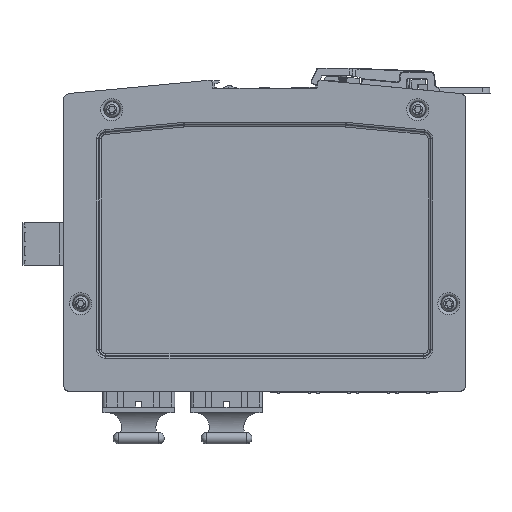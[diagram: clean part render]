
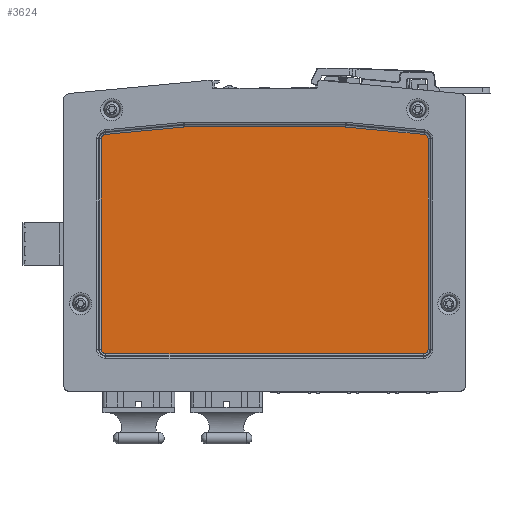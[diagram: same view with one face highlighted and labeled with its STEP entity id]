
A CAD part, top view. The second image highlights one B-rep face of the part: STEP entity #3624.
In plain terms, the highlighted planar face has unit normal (0, 0, 1).
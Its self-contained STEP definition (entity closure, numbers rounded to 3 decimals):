
#3624=ADVANCED_FACE('',(#10256),#7427,.T.);
#7427=PLANE('',#72077);
#10256=FACE_OUTER_BOUND('',#14383,.T.);
#14383=EDGE_LOOP('',(#21268,#21269,#21270,#21271,#21272,#21273,#21274,#21275,
#21276,#21277,#21278,#21279));
#21268=ORIENTED_EDGE('',*,*,#50489,.F.);
#21269=ORIENTED_EDGE('',*,*,#50490,.F.);
#21270=ORIENTED_EDGE('',*,*,#50491,.F.);
#21271=ORIENTED_EDGE('',*,*,#50492,.F.);
#21272=ORIENTED_EDGE('',*,*,#50493,.F.);
#21273=ORIENTED_EDGE('',*,*,#50488,.T.);
#21274=ORIENTED_EDGE('',*,*,#50494,.F.);
#21275=ORIENTED_EDGE('',*,*,#50484,.T.);
#21276=ORIENTED_EDGE('',*,*,#50495,.F.);
#21277=ORIENTED_EDGE('',*,*,#50496,.F.);
#21278=ORIENTED_EDGE('',*,*,#50497,.F.);
#21279=ORIENTED_EDGE('',*,*,#50498,.F.);
#42421=VERTEX_POINT('',#99748);
#42423=VERTEX_POINT('',#99758);
#42425=VERTEX_POINT('',#99769);
#42427=VERTEX_POINT('',#99779);
#42428=VERTEX_POINT('',#99789);
#42429=VERTEX_POINT('',#99790);
#42430=VERTEX_POINT('',#99797);
#42431=VERTEX_POINT('',#99802);
#42432=VERTEX_POINT('',#99809);
#42433=VERTEX_POINT('',#99822);
#42434=VERTEX_POINT('',#99829);
#42435=VERTEX_POINT('',#99834);
#50484=EDGE_CURVE('',#42421,#42423,#61972,.T.);
#50488=EDGE_CURVE('',#42425,#42427,#61976,.T.);
#50489=EDGE_CURVE('',#42428,#42429,#61977,.T.);
#50490=EDGE_CURVE('',#42430,#42428,#61978,.T.);
#50491=EDGE_CURVE('',#42431,#42430,#61979,.T.);
#50492=EDGE_CURVE('',#42432,#42431,#61980,.T.);
#50493=EDGE_CURVE('',#42425,#42432,#61981,.T.);
#50494=EDGE_CURVE('',#42421,#42427,#61982,.T.);
#50495=EDGE_CURVE('',#42433,#42423,#61983,.T.);
#50496=EDGE_CURVE('',#42434,#42433,#61984,.T.);
#50497=EDGE_CURVE('',#42435,#42434,#61985,.T.);
#50498=EDGE_CURVE('',#42429,#42435,#61986,.T.);
#61972=B_SPLINE_CURVE_WITH_KNOTS('',3,(#99759,#99760,#99761,#99762),
 .UNSPECIFIED.,.F.,.F.,(4,4),(0.,1.),.UNSPECIFIED.);
#61976=B_SPLINE_CURVE_WITH_KNOTS('',3,(#99780,#99781,#99782,#99783),
 .UNSPECIFIED.,.F.,.F.,(4,4),(0.,1.),.UNSPECIFIED.);
#61977=B_SPLINE_CURVE_WITH_KNOTS('',3,(#99785,#99786,#99787,#99788),
 .UNSPECIFIED.,.F.,.F.,(4,4),(0.,1.),.UNSPECIFIED.);
#61978=B_SPLINE_CURVE_WITH_KNOTS('',3,(#99791,#99792,#99793,#99794,#99795,
#99796),.UNSPECIFIED.,.F.,.F.,(4,2,4),(0.,0.5,1.),.UNSPECIFIED.);
#61979=B_SPLINE_CURVE_WITH_KNOTS('',3,(#99798,#99799,#99800,#99801),
 .UNSPECIFIED.,.F.,.F.,(4,4),(0.,1.),.UNSPECIFIED.);
#61980=B_SPLINE_CURVE_WITH_KNOTS('',3,(#99803,#99804,#99805,#99806,#99807,
#99808),.UNSPECIFIED.,.F.,.F.,(4,2,4),(0.,0.5,1.),.UNSPECIFIED.);
#61981=B_SPLINE_CURVE_WITH_KNOTS('',3,(#99810,#99811,#99812,#99813),
 .UNSPECIFIED.,.F.,.F.,(4,4),(0.,1.),.UNSPECIFIED.);
#61982=B_SPLINE_CURVE_WITH_KNOTS('',3,(#99814,#99815,#99816,#99817),
 .UNSPECIFIED.,.F.,.F.,(4,4),(0.,1.),.UNSPECIFIED.);
#61983=B_SPLINE_CURVE_WITH_KNOTS('',3,(#99818,#99819,#99820,#99821),
 .UNSPECIFIED.,.F.,.F.,(4,4),(0.,1.),.UNSPECIFIED.);
#61984=B_SPLINE_CURVE_WITH_KNOTS('',3,(#99823,#99824,#99825,#99826,#99827,
#99828),.UNSPECIFIED.,.F.,.F.,(4,2,4),(0.,0.5,1.),.UNSPECIFIED.);
#61985=B_SPLINE_CURVE_WITH_KNOTS('',3,(#99830,#99831,#99832,#99833),
 .UNSPECIFIED.,.F.,.F.,(4,4),(0.,1.),.UNSPECIFIED.);
#61986=B_SPLINE_CURVE_WITH_KNOTS('',3,(#99835,#99836,#99837,#99838,#99839,
#99840),.UNSPECIFIED.,.F.,.F.,(4,2,4),(0.,0.5,1.),.UNSPECIFIED.);
#72077=AXIS2_PLACEMENT_3D('',#99841,#76490,#76491);
#76490=DIRECTION('',(0.,0.,1.));
#76491=DIRECTION('',(1.,0.,0.));
#99748=CARTESIAN_POINT('',(-28.47,40.386,36.2));
#99758=CARTESIAN_POINT('',(-28.62,40.379,36.2));
#99759=CARTESIAN_POINT('',(-28.47,40.386,36.2));
#99760=CARTESIAN_POINT('',(-28.52,40.383,36.2));
#99761=CARTESIAN_POINT('',(-28.57,40.381,36.2));
#99762=CARTESIAN_POINT('',(-28.62,40.379,36.2));
#99769=CARTESIAN_POINT('',(28.62,40.379,36.2));
#99779=CARTESIAN_POINT('',(28.47,40.386,36.2));
#99780=CARTESIAN_POINT('',(28.62,40.379,36.2));
#99781=CARTESIAN_POINT('',(28.57,40.381,36.2));
#99782=CARTESIAN_POINT('',(28.52,40.383,36.2));
#99783=CARTESIAN_POINT('',(28.47,40.386,36.2));
#99785=CARTESIAN_POINT('',(56.1,-39.686,36.2));
#99786=CARTESIAN_POINT('',(18.7,-39.686,36.2));
#99787=CARTESIAN_POINT('',(-18.7,-39.686,36.2));
#99788=CARTESIAN_POINT('',(-56.1,-39.686,36.2));
#99789=CARTESIAN_POINT('',(56.1,-39.686,36.2));
#99790=CARTESIAN_POINT('',(-56.1,-39.686,36.2));
#99791=CARTESIAN_POINT('',(57.686,-38.1,36.2));
#99792=CARTESIAN_POINT('',(57.686,-38.515,36.2));
#99793=CARTESIAN_POINT('',(57.515,-38.928,36.2));
#99794=CARTESIAN_POINT('',(56.928,-39.515,36.2));
#99795=CARTESIAN_POINT('',(56.515,-39.686,36.2));
#99796=CARTESIAN_POINT('',(56.1,-39.686,36.2));
#99797=CARTESIAN_POINT('',(57.686,-38.1,36.2));
#99798=CARTESIAN_POINT('',(57.686,36.188,36.2));
#99799=CARTESIAN_POINT('',(57.686,11.425,36.2));
#99800=CARTESIAN_POINT('',(57.686,-13.337,36.2));
#99801=CARTESIAN_POINT('',(57.686,-38.1,36.2));
#99802=CARTESIAN_POINT('',(57.686,36.188,36.2));
#99803=CARTESIAN_POINT('',(56.249,37.767,36.2));
#99804=CARTESIAN_POINT('',(56.638,37.73,36.2));
#99805=CARTESIAN_POINT('',(57.01,37.544,36.2));
#99806=CARTESIAN_POINT('',(57.536,36.967,36.2));
#99807=CARTESIAN_POINT('',(57.686,36.578,36.2));
#99808=CARTESIAN_POINT('',(57.686,36.188,36.2));
#99809=CARTESIAN_POINT('',(56.249,37.767,36.2));
#99810=CARTESIAN_POINT('',(28.62,40.379,36.2));
#99811=CARTESIAN_POINT('',(37.829,39.508,36.2));
#99812=CARTESIAN_POINT('',(47.039,38.638,36.2));
#99813=CARTESIAN_POINT('',(56.249,37.767,36.2));
#99814=CARTESIAN_POINT('',(-28.47,40.386,36.2));
#99815=CARTESIAN_POINT('',(-9.49,40.386,36.2));
#99816=CARTESIAN_POINT('',(9.49,40.386,36.2));
#99817=CARTESIAN_POINT('',(28.47,40.386,36.2));
#99818=CARTESIAN_POINT('',(-56.249,37.767,36.2));
#99819=CARTESIAN_POINT('',(-47.039,38.638,36.2));
#99820=CARTESIAN_POINT('',(-37.829,39.508,36.2));
#99821=CARTESIAN_POINT('',(-28.62,40.379,36.2));
#99822=CARTESIAN_POINT('',(-56.249,37.767,36.2));
#99823=CARTESIAN_POINT('',(-57.686,36.188,36.2));
#99824=CARTESIAN_POINT('',(-57.686,36.578,36.2));
#99825=CARTESIAN_POINT('',(-57.536,36.967,36.2));
#99826=CARTESIAN_POINT('',(-57.01,37.544,36.2));
#99827=CARTESIAN_POINT('',(-56.638,37.73,36.2));
#99828=CARTESIAN_POINT('',(-56.249,37.767,36.2));
#99829=CARTESIAN_POINT('',(-57.686,36.188,36.2));
#99830=CARTESIAN_POINT('',(-57.686,-38.1,36.2));
#99831=CARTESIAN_POINT('',(-57.686,-13.337,36.2));
#99832=CARTESIAN_POINT('',(-57.686,11.425,36.2));
#99833=CARTESIAN_POINT('',(-57.686,36.188,36.2));
#99834=CARTESIAN_POINT('',(-57.686,-38.1,36.2));
#99835=CARTESIAN_POINT('',(-56.1,-39.686,36.2));
#99836=CARTESIAN_POINT('',(-56.515,-39.686,36.2));
#99837=CARTESIAN_POINT('',(-56.928,-39.515,36.2));
#99838=CARTESIAN_POINT('',(-57.515,-38.928,36.2));
#99839=CARTESIAN_POINT('',(-57.686,-38.515,36.2));
#99840=CARTESIAN_POINT('',(-57.686,-38.1,36.2));
#99841=CARTESIAN_POINT('',(0.,-0.396,36.2));
